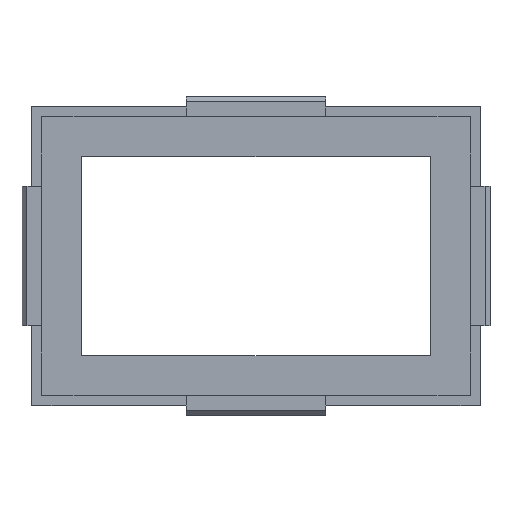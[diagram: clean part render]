
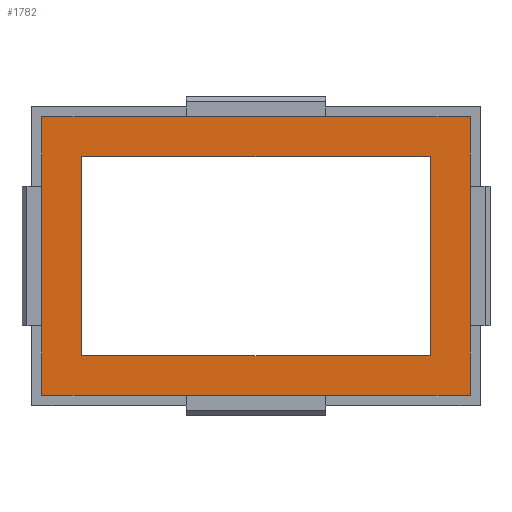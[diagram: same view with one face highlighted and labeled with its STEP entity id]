
A CAD part, top view. The second image highlights one B-rep face of the part: STEP entity #1782.
In plain terms, the highlighted planar face has unit normal (0, 0, 1).
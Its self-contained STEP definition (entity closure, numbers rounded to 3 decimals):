
#682 = PLANE('',#683);
#683 = AXIS2_PLACEMENT_3D('',#684,#685,#686);
#684 = CARTESIAN_POINT('',(2.,2.,15.));
#685 = DIRECTION('',(1.,0.,0.));
#686 = DIRECTION('',(0.,1.,0.));
#792 = PLANE('',#793);
#793 = AXIS2_PLACEMENT_3D('',#794,#795,#796);
#794 = CARTESIAN_POINT('',(88.,2.,15.));
#795 = DIRECTION('',(0.,1.,0.));
#796 = DIRECTION('',(-1.,0.,0.));
#967 = VERTEX_POINT('',#968);
#968 = CARTESIAN_POINT('',(2.,2.,2.));
#989 = EDGE_CURVE('',#967,#990,#992,.T.);
#990 = VERTEX_POINT('',#991);
#991 = CARTESIAN_POINT('',(2.,58.,2.));
#992 = SURFACE_CURVE('',#993,(#997,#1004),.PCURVE_S1.);
#993 = LINE('',#994,#995);
#994 = CARTESIAN_POINT('',(2.,2.,2.));
#995 = VECTOR('',#996,1.);
#996 = DIRECTION('',(0.,1.,0.));
#997 = PCURVE('',#682,#998);
#998 = DEFINITIONAL_REPRESENTATION('',(#999),#1003);
#999 = LINE('',#1000,#1001);
#1000 = CARTESIAN_POINT('',(0.,-13.));
#1001 = VECTOR('',#1002,1.);
#1002 = DIRECTION('',(1.,0.));
#1003 = ( GEOMETRIC_REPRESENTATION_CONTEXT(2) 
PARAMETRIC_REPRESENTATION_CONTEXT() REPRESENTATION_CONTEXT('2D SPACE',''
  ) );
#1004 = PCURVE('',#1005,#1010);
#1005 = PLANE('',#1006);
#1006 = AXIS2_PLACEMENT_3D('',#1007,#1008,#1009);
#1007 = CARTESIAN_POINT('',(45.,30.,2.));
#1008 = DIRECTION('',(-0.,-0.,-1.));
#1009 = DIRECTION('',(-1.,0.,0.));
#1010 = DEFINITIONAL_REPRESENTATION('',(#1011),#1015);
#1011 = LINE('',#1012,#1013);
#1012 = CARTESIAN_POINT('',(43.,-28.));
#1013 = VECTOR('',#1014,1.);
#1014 = DIRECTION('',(0.,1.));
#1015 = ( GEOMETRIC_REPRESENTATION_CONTEXT(2) 
PARAMETRIC_REPRESENTATION_CONTEXT() REPRESENTATION_CONTEXT('2D SPACE',''
  ) );
#1033 = PLANE('',#1034);
#1034 = AXIS2_PLACEMENT_3D('',#1035,#1036,#1037);
#1035 = CARTESIAN_POINT('',(2.,58.,15.));
#1036 = DIRECTION('',(0.,-1.,0.));
#1037 = DIRECTION('',(1.,0.,0.));
#1074 = VERTEX_POINT('',#1075);
#1075 = CARTESIAN_POINT('',(88.,2.,2.));
#1089 = PLANE('',#1090);
#1090 = AXIS2_PLACEMENT_3D('',#1091,#1092,#1093);
#1091 = CARTESIAN_POINT('',(88.,58.,15.));
#1092 = DIRECTION('',(-1.,0.,0.));
#1093 = DIRECTION('',(0.,-1.,0.));
#1101 = EDGE_CURVE('',#1074,#967,#1102,.T.);
#1102 = SURFACE_CURVE('',#1103,(#1107,#1114),.PCURVE_S1.);
#1103 = LINE('',#1104,#1105);
#1104 = CARTESIAN_POINT('',(88.,2.,2.));
#1105 = VECTOR('',#1106,1.);
#1106 = DIRECTION('',(-1.,0.,0.));
#1107 = PCURVE('',#792,#1108);
#1108 = DEFINITIONAL_REPRESENTATION('',(#1109),#1113);
#1109 = LINE('',#1110,#1111);
#1110 = CARTESIAN_POINT('',(0.,-13.));
#1111 = VECTOR('',#1112,1.);
#1112 = DIRECTION('',(1.,0.));
#1113 = ( GEOMETRIC_REPRESENTATION_CONTEXT(2) 
PARAMETRIC_REPRESENTATION_CONTEXT() REPRESENTATION_CONTEXT('2D SPACE',''
  ) );
#1114 = PCURVE('',#1005,#1115);
#1115 = DEFINITIONAL_REPRESENTATION('',(#1116),#1120);
#1116 = LINE('',#1117,#1118);
#1117 = CARTESIAN_POINT('',(-43.,-28.));
#1118 = VECTOR('',#1119,1.);
#1119 = DIRECTION('',(1.,0.));
#1120 = ( GEOMETRIC_REPRESENTATION_CONTEXT(2) 
PARAMETRIC_REPRESENTATION_CONTEXT() REPRESENTATION_CONTEXT('2D SPACE',''
  ) );
#1589 = PLANE('',#1590);
#1590 = AXIS2_PLACEMENT_3D('',#1591,#1592,#1593);
#1591 = CARTESIAN_POINT('',(10.,10.,2.));
#1592 = DIRECTION('',(1.,0.,0.));
#1593 = DIRECTION('',(0.,1.,0.));
#1617 = PLANE('',#1618);
#1618 = AXIS2_PLACEMENT_3D('',#1619,#1620,#1621);
#1619 = CARTESIAN_POINT('',(10.,50.,2.));
#1620 = DIRECTION('',(0.,-1.,0.));
#1621 = DIRECTION('',(1.,0.,0.));
#1645 = PLANE('',#1646);
#1646 = AXIS2_PLACEMENT_3D('',#1647,#1648,#1649);
#1647 = CARTESIAN_POINT('',(80.,50.,2.));
#1648 = DIRECTION('',(-1.,0.,0.));
#1649 = DIRECTION('',(0.,-1.,0.));
#1671 = PLANE('',#1672);
#1672 = AXIS2_PLACEMENT_3D('',#1673,#1674,#1675);
#1673 = CARTESIAN_POINT('',(80.,10.,2.));
#1674 = DIRECTION('',(0.,1.,0.));
#1675 = DIRECTION('',(-1.,0.,0.));
#1687 = EDGE_CURVE('',#990,#1688,#1690,.T.);
#1688 = VERTEX_POINT('',#1689);
#1689 = CARTESIAN_POINT('',(88.,58.,2.));
#1690 = SURFACE_CURVE('',#1691,(#1695,#1702),.PCURVE_S1.);
#1691 = LINE('',#1692,#1693);
#1692 = CARTESIAN_POINT('',(2.,58.,2.));
#1693 = VECTOR('',#1694,1.);
#1694 = DIRECTION('',(1.,0.,0.));
#1695 = PCURVE('',#1033,#1696);
#1696 = DEFINITIONAL_REPRESENTATION('',(#1697),#1701);
#1697 = LINE('',#1698,#1699);
#1698 = CARTESIAN_POINT('',(0.,-13.));
#1699 = VECTOR('',#1700,1.);
#1700 = DIRECTION('',(1.,0.));
#1701 = ( GEOMETRIC_REPRESENTATION_CONTEXT(2) 
PARAMETRIC_REPRESENTATION_CONTEXT() REPRESENTATION_CONTEXT('2D SPACE',''
  ) );
#1702 = PCURVE('',#1005,#1703);
#1703 = DEFINITIONAL_REPRESENTATION('',(#1704),#1708);
#1704 = LINE('',#1705,#1706);
#1705 = CARTESIAN_POINT('',(43.,28.));
#1706 = VECTOR('',#1707,1.);
#1707 = DIRECTION('',(-1.,0.));
#1708 = ( GEOMETRIC_REPRESENTATION_CONTEXT(2) 
PARAMETRIC_REPRESENTATION_CONTEXT() REPRESENTATION_CONTEXT('2D SPACE',''
  ) );
#1782 = ADVANCED_FACE('',(#1783,#1809),#1005,.F.);
#1783 = FACE_BOUND('',#1784,.F.);
#1784 = EDGE_LOOP('',(#1785,#1786,#1807,#1808));
#1785 = ORIENTED_EDGE('',*,*,#1687,.T.);
#1786 = ORIENTED_EDGE('',*,*,#1787,.T.);
#1787 = EDGE_CURVE('',#1688,#1074,#1788,.T.);
#1788 = SURFACE_CURVE('',#1789,(#1793,#1800),.PCURVE_S1.);
#1789 = LINE('',#1790,#1791);
#1790 = CARTESIAN_POINT('',(88.,58.,2.));
#1791 = VECTOR('',#1792,1.);
#1792 = DIRECTION('',(0.,-1.,0.));
#1793 = PCURVE('',#1005,#1794);
#1794 = DEFINITIONAL_REPRESENTATION('',(#1795),#1799);
#1795 = LINE('',#1796,#1797);
#1796 = CARTESIAN_POINT('',(-43.,28.));
#1797 = VECTOR('',#1798,1.);
#1798 = DIRECTION('',(0.,-1.));
#1799 = ( GEOMETRIC_REPRESENTATION_CONTEXT(2) 
PARAMETRIC_REPRESENTATION_CONTEXT() REPRESENTATION_CONTEXT('2D SPACE',''
  ) );
#1800 = PCURVE('',#1089,#1801);
#1801 = DEFINITIONAL_REPRESENTATION('',(#1802),#1806);
#1802 = LINE('',#1803,#1804);
#1803 = CARTESIAN_POINT('',(0.,-13.));
#1804 = VECTOR('',#1805,1.);
#1805 = DIRECTION('',(1.,0.));
#1806 = ( GEOMETRIC_REPRESENTATION_CONTEXT(2) 
PARAMETRIC_REPRESENTATION_CONTEXT() REPRESENTATION_CONTEXT('2D SPACE',''
  ) );
#1807 = ORIENTED_EDGE('',*,*,#1101,.T.);
#1808 = ORIENTED_EDGE('',*,*,#989,.T.);
#1809 = FACE_BOUND('',#1810,.F.);
#1810 = EDGE_LOOP('',(#1811,#1836,#1859,#1882));
#1811 = ORIENTED_EDGE('',*,*,#1812,.F.);
#1812 = EDGE_CURVE('',#1813,#1815,#1817,.T.);
#1813 = VERTEX_POINT('',#1814);
#1814 = CARTESIAN_POINT('',(10.,50.,2.));
#1815 = VERTEX_POINT('',#1816);
#1816 = CARTESIAN_POINT('',(80.,50.,2.));
#1817 = SURFACE_CURVE('',#1818,(#1822,#1829),.PCURVE_S1.);
#1818 = LINE('',#1819,#1820);
#1819 = CARTESIAN_POINT('',(10.,50.,2.));
#1820 = VECTOR('',#1821,1.);
#1821 = DIRECTION('',(1.,0.,0.));
#1822 = PCURVE('',#1005,#1823);
#1823 = DEFINITIONAL_REPRESENTATION('',(#1824),#1828);
#1824 = LINE('',#1825,#1826);
#1825 = CARTESIAN_POINT('',(35.,20.));
#1826 = VECTOR('',#1827,1.);
#1827 = DIRECTION('',(-1.,0.));
#1828 = ( GEOMETRIC_REPRESENTATION_CONTEXT(2) 
PARAMETRIC_REPRESENTATION_CONTEXT() REPRESENTATION_CONTEXT('2D SPACE',''
  ) );
#1829 = PCURVE('',#1617,#1830);
#1830 = DEFINITIONAL_REPRESENTATION('',(#1831),#1835);
#1831 = LINE('',#1832,#1833);
#1832 = CARTESIAN_POINT('',(0.,0.));
#1833 = VECTOR('',#1834,1.);
#1834 = DIRECTION('',(1.,0.));
#1835 = ( GEOMETRIC_REPRESENTATION_CONTEXT(2) 
PARAMETRIC_REPRESENTATION_CONTEXT() REPRESENTATION_CONTEXT('2D SPACE',''
  ) );
#1836 = ORIENTED_EDGE('',*,*,#1837,.F.);
#1837 = EDGE_CURVE('',#1838,#1813,#1840,.T.);
#1838 = VERTEX_POINT('',#1839);
#1839 = CARTESIAN_POINT('',(10.,10.,2.));
#1840 = SURFACE_CURVE('',#1841,(#1845,#1852),.PCURVE_S1.);
#1841 = LINE('',#1842,#1843);
#1842 = CARTESIAN_POINT('',(10.,10.,2.));
#1843 = VECTOR('',#1844,1.);
#1844 = DIRECTION('',(0.,1.,0.));
#1845 = PCURVE('',#1005,#1846);
#1846 = DEFINITIONAL_REPRESENTATION('',(#1847),#1851);
#1847 = LINE('',#1848,#1849);
#1848 = CARTESIAN_POINT('',(35.,-20.));
#1849 = VECTOR('',#1850,1.);
#1850 = DIRECTION('',(0.,1.));
#1851 = ( GEOMETRIC_REPRESENTATION_CONTEXT(2) 
PARAMETRIC_REPRESENTATION_CONTEXT() REPRESENTATION_CONTEXT('2D SPACE',''
  ) );
#1852 = PCURVE('',#1589,#1853);
#1853 = DEFINITIONAL_REPRESENTATION('',(#1854),#1858);
#1854 = LINE('',#1855,#1856);
#1855 = CARTESIAN_POINT('',(0.,0.));
#1856 = VECTOR('',#1857,1.);
#1857 = DIRECTION('',(1.,0.));
#1858 = ( GEOMETRIC_REPRESENTATION_CONTEXT(2) 
PARAMETRIC_REPRESENTATION_CONTEXT() REPRESENTATION_CONTEXT('2D SPACE',''
  ) );
#1859 = ORIENTED_EDGE('',*,*,#1860,.F.);
#1860 = EDGE_CURVE('',#1861,#1838,#1863,.T.);
#1861 = VERTEX_POINT('',#1862);
#1862 = CARTESIAN_POINT('',(80.,10.,2.));
#1863 = SURFACE_CURVE('',#1864,(#1868,#1875),.PCURVE_S1.);
#1864 = LINE('',#1865,#1866);
#1865 = CARTESIAN_POINT('',(80.,10.,2.));
#1866 = VECTOR('',#1867,1.);
#1867 = DIRECTION('',(-1.,0.,0.));
#1868 = PCURVE('',#1005,#1869);
#1869 = DEFINITIONAL_REPRESENTATION('',(#1870),#1874);
#1870 = LINE('',#1871,#1872);
#1871 = CARTESIAN_POINT('',(-35.,-20.));
#1872 = VECTOR('',#1873,1.);
#1873 = DIRECTION('',(1.,0.));
#1874 = ( GEOMETRIC_REPRESENTATION_CONTEXT(2) 
PARAMETRIC_REPRESENTATION_CONTEXT() REPRESENTATION_CONTEXT('2D SPACE',''
  ) );
#1875 = PCURVE('',#1671,#1876);
#1876 = DEFINITIONAL_REPRESENTATION('',(#1877),#1881);
#1877 = LINE('',#1878,#1879);
#1878 = CARTESIAN_POINT('',(0.,0.));
#1879 = VECTOR('',#1880,1.);
#1880 = DIRECTION('',(1.,0.));
#1881 = ( GEOMETRIC_REPRESENTATION_CONTEXT(2) 
PARAMETRIC_REPRESENTATION_CONTEXT() REPRESENTATION_CONTEXT('2D SPACE',''
  ) );
#1882 = ORIENTED_EDGE('',*,*,#1883,.F.);
#1883 = EDGE_CURVE('',#1815,#1861,#1884,.T.);
#1884 = SURFACE_CURVE('',#1885,(#1889,#1896),.PCURVE_S1.);
#1885 = LINE('',#1886,#1887);
#1886 = CARTESIAN_POINT('',(80.,50.,2.));
#1887 = VECTOR('',#1888,1.);
#1888 = DIRECTION('',(0.,-1.,0.));
#1889 = PCURVE('',#1005,#1890);
#1890 = DEFINITIONAL_REPRESENTATION('',(#1891),#1895);
#1891 = LINE('',#1892,#1893);
#1892 = CARTESIAN_POINT('',(-35.,20.));
#1893 = VECTOR('',#1894,1.);
#1894 = DIRECTION('',(0.,-1.));
#1895 = ( GEOMETRIC_REPRESENTATION_CONTEXT(2) 
PARAMETRIC_REPRESENTATION_CONTEXT() REPRESENTATION_CONTEXT('2D SPACE',''
  ) );
#1896 = PCURVE('',#1645,#1897);
#1897 = DEFINITIONAL_REPRESENTATION('',(#1898),#1902);
#1898 = LINE('',#1899,#1900);
#1899 = CARTESIAN_POINT('',(0.,0.));
#1900 = VECTOR('',#1901,1.);
#1901 = DIRECTION('',(1.,0.));
#1902 = ( GEOMETRIC_REPRESENTATION_CONTEXT(2) 
PARAMETRIC_REPRESENTATION_CONTEXT() REPRESENTATION_CONTEXT('2D SPACE',''
  ) );
